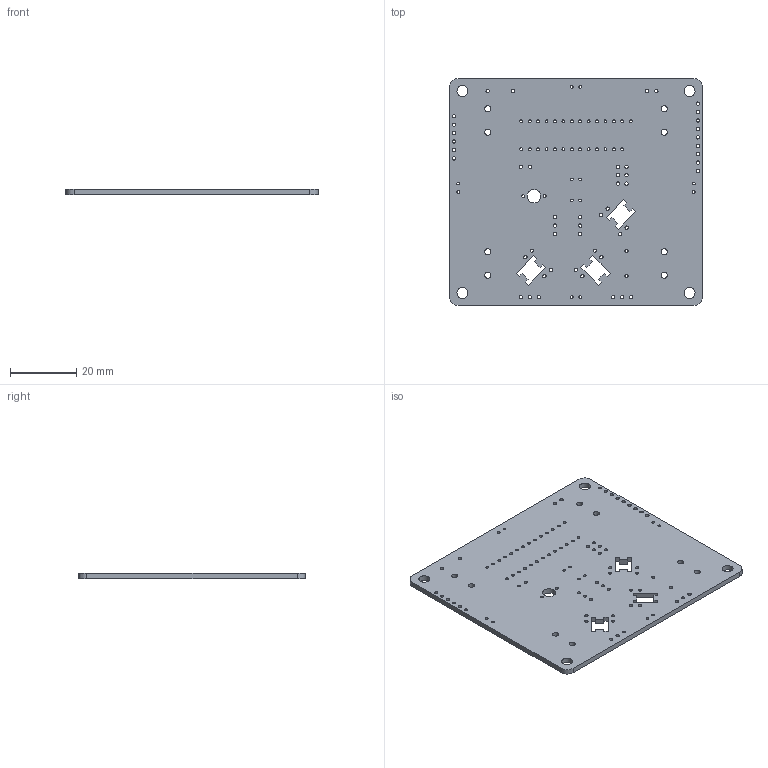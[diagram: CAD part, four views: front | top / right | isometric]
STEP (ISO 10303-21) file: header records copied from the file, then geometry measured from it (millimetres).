
FILE_DESCRIPTION(('KiCad electronic assembly'),'2;1');
FILE_NAME('kicadBoard.step','2022-11-06T08:45:39',('Pcbnew'),('Kicad'), 'Open CASCADE STEP processor 7.6','KiCad to STEP converter','Unknown' );
FILE_SCHEMA(('AUTOMOTIVE_DESIGN { 1 0 10303 214 1 1 1 1 }'));
Length unit declared in the file: millimetre
Products named in the file (2): kicadBoard 1; kicadBoard PCB
Assembly tree (1 placements, depth 2):
  kicadBoard 1
    kicadBoard PCB
Bounding box: 76.2 x 68.58 x 1.6 mm (x, y, z)
Volume: 7983.3 mm3; surface area: 11185.2 mm2
Topology: 1 solids, 1 shells, 153 faces, 453 edges, 302 vertices
Faces by surface type: cylinder 111, plane 42
Full cylindrical faces by diameter (mm): 0.813 x12, 0.864 x27, 0.9 x2, 1.016 x53, 1.854 x8, 3.302 x4, 4.064 x1
Entity records: 12271 total; most frequent: CARTESIAN_POINT 3148, DIRECTION 1669, LINE 915, VECTOR 915, ORIENTED_EDGE 906, PCURVE 906, DEFINITIONAL_REPRESENTATION 906, EDGE_CURVE 453
